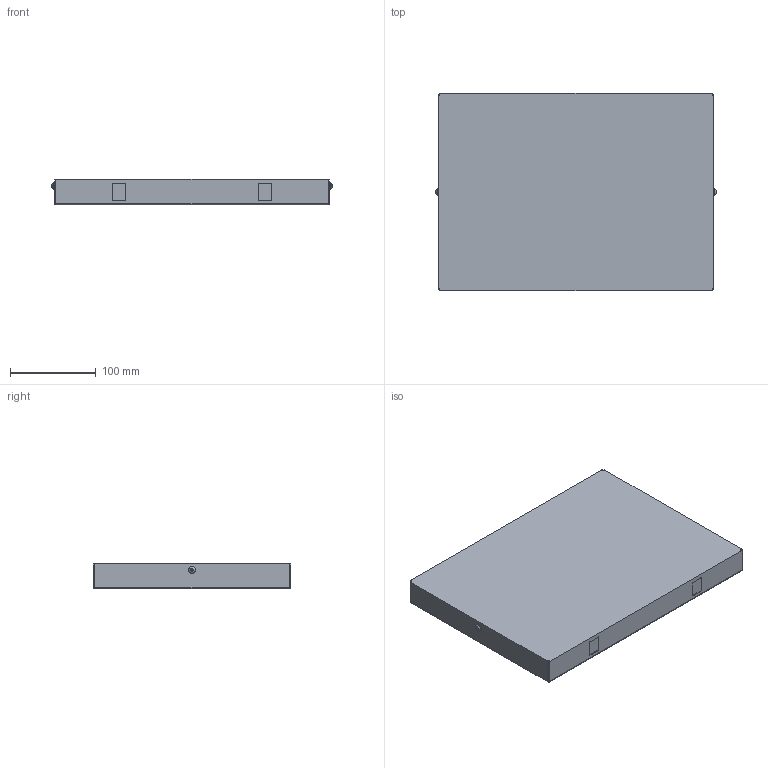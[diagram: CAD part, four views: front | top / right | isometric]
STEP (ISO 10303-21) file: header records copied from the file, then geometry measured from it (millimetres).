
FILE_DESCRIPTION(('CATIA V5 STEP Exchange','CAx-IF Rec.Pracs.--- Model Styling and Organization---1.4--- 2014-01-23','CAx-IF Rec.Pracs.---3D Tessellated Data Validation Properties---0.5---2014-09-14'),'2;1');
FILE_NAME('STEP_AIR400503_-_TST.stp','2021-03-30T07:39:46+00:00',('none'),('none'),'CATIA Version 5-6 Release 2019 SP3','CATIA V5 STEP AP242 v1','none');
FILE_SCHEMA(('AP242_MANAGED_MODEL_BASED_3D_ENGINEERING_MIM_LF {1 0 10303 442 1 1 4}'));
Length unit declared in the file: millimetre
Products named in the file (1): AIR400503 - TST
Bounding box: 326.5 x 230 x 30 mm (x, y, z)
Volume: 2206426 mm3; surface area: 179803.4 mm2
Topology: 1 solids, 1 shells, 106 faces, 280 edges, 184 vertices
Faces by surface type: plane 70, cylinder 28, sphere 4, torus 4
Entity records: 3240 total; most frequent: CARTESIAN_POINT 737, ORIENTED_EDGE 560, DIRECTION 380, EDGE_CURVE 280, VERTEX_POINT 184, VECTOR 176, LINE 176, AXIS2_PLACEMENT_3D 141
